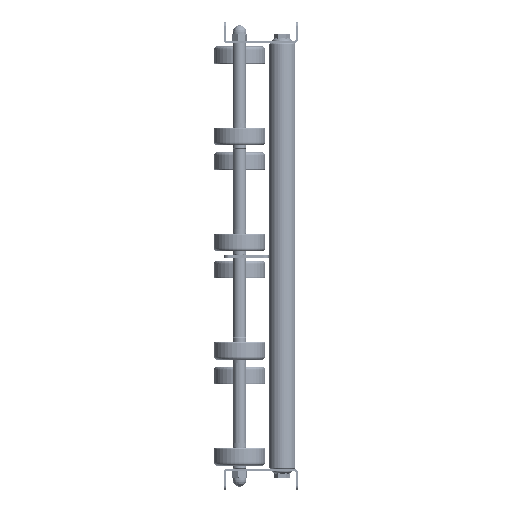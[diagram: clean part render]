
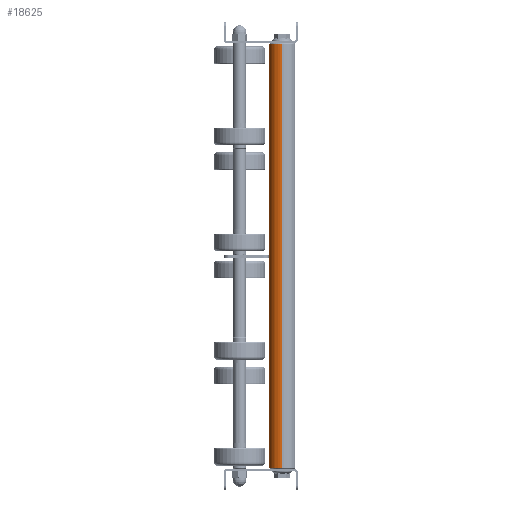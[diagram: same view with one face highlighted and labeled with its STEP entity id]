
A CAD part, left-side view. The second image highlights one B-rep face of the part: STEP entity #18625.
In plain terms, the highlighted cylindrical face has radius 12.5 mm (diameter 25 mm), a partial arc.
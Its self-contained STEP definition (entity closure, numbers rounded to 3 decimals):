
#918 = FACE_OUTER_BOUND ( 'NONE', #19062, .T. ) ;
#924 = DIRECTION ( 'NONE',  ( -1., 0., 0. ) ) ;
#1329 = VERTEX_POINT ( 'NONE', #9591 ) ;
#1678 = DIRECTION ( 'NONE',  ( 0., 0., -1. ) ) ;
#1688 = CARTESIAN_POINT ( 'NONE',  ( 400., 0., -12.5 ) ) ;
#2232 = CIRCLE ( 'NONE', #10806, 12.5 ) ;
#2924 = ORIENTED_EDGE ( 'NONE', *, *, #20024, .T. ) ;
#3209 = LINE ( 'NONE', #1688, #16779 ) ;
#4207 = CARTESIAN_POINT ( 'NONE',  ( 1., 0., 0. ) ) ;
#4540 = DIRECTION ( 'NONE',  ( 0., 0., -1. ) ) ;
#4815 = CARTESIAN_POINT ( 'NONE',  ( 400., 0., 12.5 ) ) ;
#6291 = CARTESIAN_POINT ( 'NONE',  ( 400., 0., 0. ) ) ;
#7071 = DIRECTION ( 'NONE',  ( -1., 0., 0. ) ) ;
#7729 = EDGE_CURVE ( 'NONE', #10767, #18967, #13984, .T. ) ;
#8308 = ORIENTED_EDGE ( 'NONE', *, *, #10576, .F. ) ;
#9575 = DIRECTION ( 'NONE',  ( -1., 0., 0. ) ) ;
#9591 = CARTESIAN_POINT ( 'NONE',  ( 1., 0., 12.5 ) ) ;
#9730 = ORIENTED_EDGE ( 'NONE', *, *, #17019, .T. ) ;
#10576 = EDGE_CURVE ( 'NONE', #10767, #1329, #14895, .T. ) ;
#10767 = VERTEX_POINT ( 'NONE', #10877 ) ;
#10806 = AXIS2_PLACEMENT_3D ( 'NONE', #4207, #12960, #1678 ) ;
#10877 = CARTESIAN_POINT ( 'NONE',  ( 399., 0., 12.5 ) ) ;
#11008 = VERTEX_POINT ( 'NONE', #19298 ) ;
#11244 = AXIS2_PLACEMENT_3D ( 'NONE', #6291, #9575, #16850 ) ;
#11267 = ORIENTED_EDGE ( 'NONE', *, *, #7729, .T. ) ;
#12960 = DIRECTION ( 'NONE',  ( 1., 0., 0. ) ) ;
#12992 = VECTOR ( 'NONE', #19090, 1000. ) ;
#13159 = CARTESIAN_POINT ( 'NONE',  ( 399., 0., -12.5 ) ) ;
#13302 = CARTESIAN_POINT ( 'NONE',  ( 399., 0., 0. ) ) ;
#13984 = CIRCLE ( 'NONE', #14728, 12.5 ) ;
#14728 = AXIS2_PLACEMENT_3D ( 'NONE', #13302, #924, #4540 ) ;
#14895 = LINE ( 'NONE', #4815, #12992 ) ;
#16779 = VECTOR ( 'NONE', #7071, 1000. ) ;
#16850 = DIRECTION ( 'NONE',  ( 0., 0., 1. ) ) ;
#17019 = EDGE_CURVE ( 'NONE', #11008, #1329, #2232, .T. ) ;
#18482 = CYLINDRICAL_SURFACE ( 'NONE', #11244, 12.5 ) ;
#18625 = ADVANCED_FACE ( 'NONE', ( #918 ), #18482, .T. ) ;
#18967 = VERTEX_POINT ( 'NONE', #13159 ) ;
#19062 = EDGE_LOOP ( 'NONE', ( #11267, #2924, #9730, #8308 ) ) ;
#19090 = DIRECTION ( 'NONE',  ( -1., 0., 0. ) ) ;
#19298 = CARTESIAN_POINT ( 'NONE',  ( 1., 0., -12.5 ) ) ;
#20024 = EDGE_CURVE ( 'NONE', #18967, #11008, #3209, .T. ) ;
